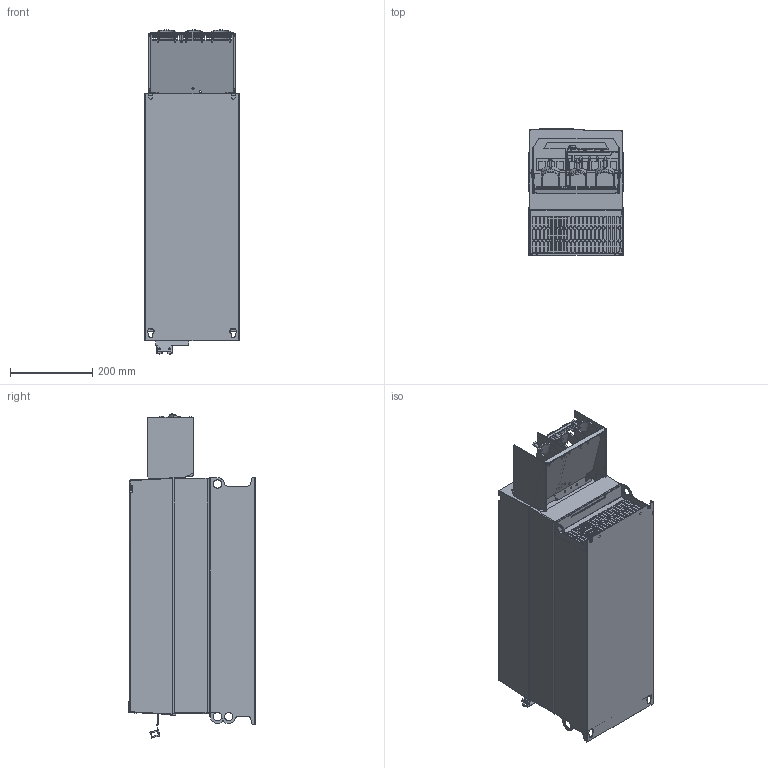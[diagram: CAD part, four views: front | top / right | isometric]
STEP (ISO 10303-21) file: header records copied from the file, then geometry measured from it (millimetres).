
FILE_DESCRIPTION((''),'2;1');
FILE_NAME('FA07_ASM1_SW0002','2020-12-15T09:44:20',('ett15986'),(''),'CREO PARAMETRIC BY PTC INC, 2017260','CREO PARAMETRIC BY PTC INC, 2017260','');
FILE_SCHEMA(('AUTOMOTIVE_DESIGN { 1 0 10303 214 1 1 1 1 }'));
Products named in the file (1): FA07_ASM1_SW0002
Bounding box: 230 x 308 x 787.19 mm (x, y, z)
Volume: 37131805 mm3; surface area: 1130947.4 mm2
Topology: 1 solids, 2 shells, 2518 faces, 6835 edges, 4462 vertices
Faces by surface type: plane 1617, cylinder 670, extrusion 110, cone 54, bspline 41, torus 18, sphere 8
Entity records: 94212 total; most frequent: CARTESIAN_POINT 21935, ORIENTED_EDGE 13666, DIRECTION 12423, EDGE_CURVE 6833, VECTOR 5049, LINE 4939, VERTEX_POINT 4462, AXIS2_PLACEMENT_3D 3687
